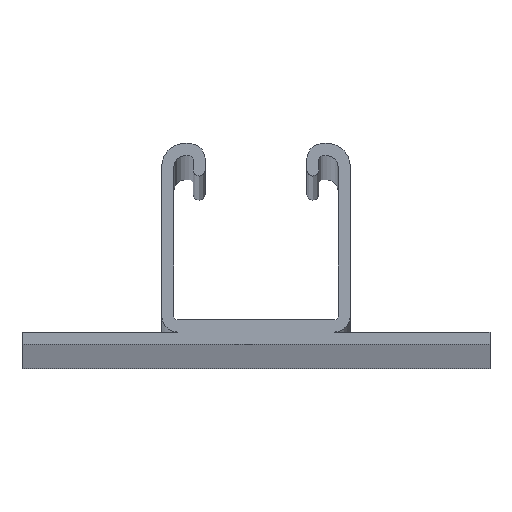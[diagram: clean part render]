
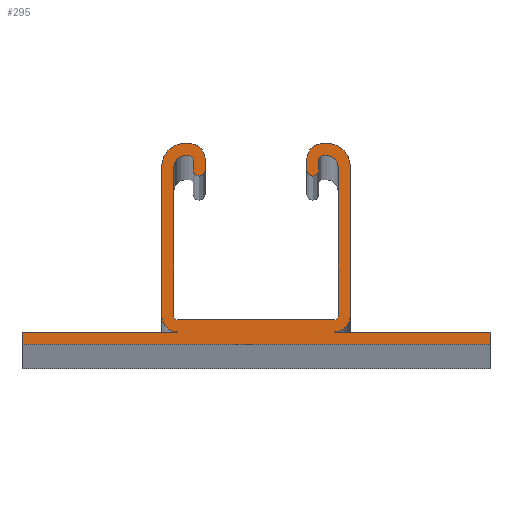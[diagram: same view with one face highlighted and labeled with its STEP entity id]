
A CAD part, top view. The second image highlights one B-rep face of the part: STEP entity #295.
In plain terms, the highlighted planar face has unit normal (0, 0, 1).
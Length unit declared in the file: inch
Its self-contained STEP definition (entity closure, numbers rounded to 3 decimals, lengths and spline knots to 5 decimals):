
#269=EDGE_CURVE('',#401,#297,#747,.T.);
#275=EDGE_CURVE('',#439,#627,#753,.T.);
#279=VERTEX_POINT('',#757);
#285=EDGE_CURVE('',#655,#385,#763,.T.);
#291=EDGE_CURVE('',#369,#697,#769,.T.);
#295=ADVANCED_FACE('',(#773),#774,.T.);
#297=VERTEX_POINT('',#776);
#305=VERTEX_POINT('',#785);
#309=EDGE_CURVE('',#335,#453,#789,.T.);
#311=EDGE_CURVE('',#693,#353,#791,.T.);
#315=EDGE_CURVE('',#719,#405,#795,.T.);
#319=VERTEX_POINT('',#799);
#325=EDGE_CURVE('',#587,#665,#806,.T.);
#329=VERTEX_POINT('',#810);
#335=VERTEX_POINT('',#816);
#339=VERTEX_POINT('',#820);
#343=EDGE_CURVE('',#665,#693,#824,.T.);
#351=EDGE_CURVE('',#339,#555,#832,.T.);
#353=VERTEX_POINT('',#834);
#369=VERTEX_POINT('',#852);
#371=EDGE_CURVE('',#485,#621,#854,.T.);
#373=EDGE_CURVE('',#319,#335,#856,.T.);
#385=VERTEX_POINT('',#869);
#387=EDGE_CURVE('',#353,#655,#871,.T.);
#393=EDGE_CURVE('',#441,#587,#877,.T.);
#401=VERTEX_POINT('',#885);
#405=VERTEX_POINT('',#889);
#409=EDGE_CURVE('',#385,#279,#893,.T.);
#415=EDGE_CURVE('',#633,#485,#901,.T.);
#425=EDGE_CURVE('',#621,#329,#913,.T.);
#439=VERTEX_POINT('',#928);
#441=VERTEX_POINT('',#930);
#447=EDGE_CURVE('',#555,#543,#937,.T.);
#453=VERTEX_POINT('',#944);
#457=EDGE_CURVE('',#477,#339,#948,.T.);
#461=EDGE_CURVE('',#625,#441,#952,.T.);
#463=EDGE_CURVE('',#543,#609,#954,.T.);
#465=EDGE_CURVE('',#279,#401,#956,.T.);
#471=EDGE_CURVE('',#697,#625,#962,.T.);
#477=VERTEX_POINT('',#968);
#485=VERTEX_POINT('',#976);
#495=EDGE_CURVE('',#305,#639,#986,.T.);
#503=EDGE_CURVE('',#329,#439,#996,.T.);
#543=VERTEX_POINT('',#1041);
#549=VERTEX_POINT('',#1048);
#555=VERTEX_POINT('',#1054);
#567=EDGE_CURVE('',#627,#305,#1067,.T.);
#583=EDGE_CURVE('',#297,#549,#1083,.T.);
#587=VERTEX_POINT('',#1087);
#609=VERTEX_POINT('',#1113);
#621=VERTEX_POINT('',#1126);
#625=VERTEX_POINT('',#1131);
#627=VERTEX_POINT('',#1133);
#633=VERTEX_POINT('',#1139);
#639=VERTEX_POINT('',#1145);
#645=EDGE_CURVE('',#639,#319,#1151,.T.);
#655=VERTEX_POINT('',#1161);
#665=VERTEX_POINT('',#1172);
#679=EDGE_CURVE('',#405,#633,#1188,.T.);
#681=EDGE_CURVE('',#453,#369,#1190,.T.);
#691=EDGE_CURVE('',#549,#477,#1201,.T.);
#693=VERTEX_POINT('',#1203);
#695=EDGE_CURVE('',#609,#719,#1205,.T.);
#697=VERTEX_POINT('',#1207);
#719=VERTEX_POINT('',#1231);
#747=LINE('',#1285,#1286);
#753=LINE('',#1294,#1295);
#757=CARTESIAN_POINT('',(1.44188,1.73,120.0));
#763=CIRCLE('',#1307,0.19875);
#769=CIRCLE('',#1316,0.13625);
#773=FACE_OUTER_BOUND('',#1320,.T.);
#774=PLANE('',#1321);
#776=CARTESIAN_POINT('',(1.57813,1.5015,120.0));
#785=CARTESIAN_POINT('',(2.45313,1.5015,120.0));
#789=CIRCLE('',#1341,0.19875);
#791=CIRCLE('',#1344,0.13625);
#795=LINE('',#1351,#1352);
#799=CARTESIAN_POINT('',(2.58938,1.73,120.0));
#806=LINE('',#1366,#1367);
#810=CARTESIAN_POINT('',(2.58938,1.625,120.0));
#816=CARTESIAN_POINT('',(2.62938,1.73,120.0));
#820=CARTESIAN_POINT('',(1.44188,1.625,120.0));
#824=LINE('',#1389,#1390);
#832=LINE('',#1401,#1402);
#834=CARTESIAN_POINT('',(1.20313,0.24125,120.0));
#852=CARTESIAN_POINT('',(2.82813,0.24125,120.0));
#854=CIRCLE('',#1430,0.09375);
#856=LINE('',#1433,#1434);
#869=CARTESIAN_POINT('',(1.40188,1.73,120.0));
#871=LINE('',#1455,#1456);
#877=LINE('',#1463,#1464);
#885=CARTESIAN_POINT('',(1.57813,1.59375,120.0));
#889=CARTESIAN_POINT('',(2.69188,0.21,120.0));
#893=LINE('',#1491,#1492);
#901=LINE('',#1501,#1502);
#913=LINE('',#1518,#1519);
#928=CARTESIAN_POINT('',(2.55813,1.59375,120.0));
#930=CARTESIAN_POINT('',(4.03125,0.0,120.0));
#937=CIRCLE('',#1551,0.09375);
#944=CARTESIAN_POINT('',(2.82813,1.53125,120.0));
#948=CIRCLE('',#1567,0.03125);
#952=LINE('',#1574,#1575);
#954=LINE('',#1578,#1579);
#956=CIRCLE('',#1582,0.13625);
#962=LINE('',#1591,#1592);
#968=CARTESIAN_POINT('',(1.47313,1.59375,120.0));
#976=CARTESIAN_POINT('',(2.72313,1.53125,120.0));
#986=LINE('',#1628,#1629);
#996=CIRCLE('',#1642,0.03125);
#1041=CARTESIAN_POINT('',(1.30813,1.53125,120.0));
#1048=CARTESIAN_POINT('',(1.47313,1.5015,120.0));
#1054=CARTESIAN_POINT('',(1.40188,1.625,120.0));
#1067=CIRCLE('',#1742,0.0525);
#1083=CIRCLE('',#1770,0.0525);
#1087=CARTESIAN_POINT('',(0.0,0.0,120.0));
#1113=CARTESIAN_POINT('',(1.30813,0.24125,120.0));
#1126=CARTESIAN_POINT('',(2.62938,1.625,120.0));
#1131=CARTESIAN_POINT('',(4.03125,0.105,120.0));
#1133=CARTESIAN_POINT('',(2.55813,1.5015,120.0));
#1139=CARTESIAN_POINT('',(2.72313,0.24125,120.0));
#1145=CARTESIAN_POINT('',(2.45313,1.59375,120.0));
#1151=CIRCLE('',#1863,0.13625);
#1161=CARTESIAN_POINT('',(1.20313,1.53125,120.0));
#1172=CARTESIAN_POINT('',(0.0,0.105,120.0));
#1188=CIRCLE('',#1915,0.03125);
#1190=LINE('',#1918,#1919);
#1201=LINE('',#1936,#1937);
#1203=CARTESIAN_POINT('',(1.33938,0.105,120.0));
#1205=CIRCLE('',#1942,0.03125);
#1207=CARTESIAN_POINT('',(2.69188,0.105,120.0));
#1231=CARTESIAN_POINT('',(1.33938,0.21,120.0));
#1285=CARTESIAN_POINT('',(1.57813,1.5015,120.0));
#1286=VECTOR('',#2017,1.0);
#1294=CARTESIAN_POINT('',(2.55813,1.5015,120.0));
#1295=VECTOR('',#2021,1.0);
#1307=AXIS2_PLACEMENT_3D('',#2025,#2026,#2027);
#1316=AXIS2_PLACEMENT_3D('',#2029,#2030,#2031);
#1320=EDGE_LOOP('',(#2033,#2034,#2035,#2036,#2037,#2038,#2039,#2040,#2041,#2042,#2043,#2044,#2045,#2046,#2047,#2048,#2049,#2050,#2051,#2052,#2053,#2054,#2055,#2056,#2057,#2058,#2059,#2060,#2061,#2062,#2063,#2064));
#1321=AXIS2_PLACEMENT_3D('',#2065,#2066,#2067);
#1341=AXIS2_PLACEMENT_3D('',#2078,#2079,#2080);
#1344=AXIS2_PLACEMENT_3D('',#2081,#2082,#2083);
#1351=CARTESIAN_POINT('',(2.69188,0.21,120.0));
#1352=VECTOR('',#2085,1.0);
#1366=CARTESIAN_POINT('',(0.0,0.105,120.0));
#1367=VECTOR('',#2095,1.0);
#1389=CARTESIAN_POINT('',(4.03125,0.105,120.0));
#1390=VECTOR('',#2105,1.0);
#1401=CARTESIAN_POINT('',(1.40188,1.625,120.0));
#1402=VECTOR('',#2107,1.0);
#1430=AXIS2_PLACEMENT_3D('',#2134,#2135,#2136);
#1433=CARTESIAN_POINT('',(2.62938,1.73,120.0));
#1434=VECTOR('',#2137,1.0);
#1455=CARTESIAN_POINT('',(1.20313,1.53125,120.0));
#1456=VECTOR('',#2151,1.0);
#1463=CARTESIAN_POINT('',(0.0,0.0,120.0));
#1464=VECTOR('',#2156,1.0);
#1491=CARTESIAN_POINT('',(1.44188,1.73,120.0));
#1492=VECTOR('',#2162,1.0);
#1501=CARTESIAN_POINT('',(2.72313,1.53125,120.0));
#1502=VECTOR('',#2179,1.0);
#1518=CARTESIAN_POINT('',(2.58938,1.625,120.0));
#1519=VECTOR('',#2200,1.0);
#1551=AXIS2_PLACEMENT_3D('',#2223,#2224,#2225);
#1567=AXIS2_PLACEMENT_3D('',#2236,#2237,#2238);
#1574=CARTESIAN_POINT('',(4.03125,0.0,120.0));
#1575=VECTOR('',#2240,1.0);
#1578=CARTESIAN_POINT('',(1.30813,0.24125,120.0));
#1579=VECTOR('',#2241,1.0);
#1582=AXIS2_PLACEMENT_3D('',#2242,#2243,#2244);
#1591=CARTESIAN_POINT('',(4.03125,0.105,120.0));
#1592=VECTOR('',#2246,1.0);
#1628=CARTESIAN_POINT('',(2.45313,1.59375,120.0));
#1629=VECTOR('',#2260,1.0);
#1642=AXIS2_PLACEMENT_3D('',#2278,#2279,#2280);
#1742=AXIS2_PLACEMENT_3D('',#2389,#2390,#2391);
#1770=AXIS2_PLACEMENT_3D('',#2400,#2401,#2402);
#1863=AXIS2_PLACEMENT_3D('',#2468,#2469,#2470);
#1915=AXIS2_PLACEMENT_3D('',#2507,#2508,#2509);
#1918=CARTESIAN_POINT('',(2.82813,0.24125,120.0));
#1919=VECTOR('',#2510,1.0);
#1936=CARTESIAN_POINT('',(1.47313,1.59375,120.0));
#1937=VECTOR('',#2524,1.0);
#1942=AXIS2_PLACEMENT_3D('',#2525,#2526,#2527);
#2017=DIRECTION('',(0.,-1.0,0.0));
#2021=DIRECTION('',(-0.0,-1.0,-0.0));
#2025=CARTESIAN_POINT('',(1.40188,1.53125,120.0));
#2026=DIRECTION('',(0.0,0.0,-1.0));
#2027=DIRECTION('',(1.0,0.0,0.0));
#2029=CARTESIAN_POINT('',(2.69188,0.24125,120.0));
#2030=DIRECTION('',(0.0,0.0,-1.0));
#2031=DIRECTION('',(1.0,0.0,0.0));
#2033=ORIENTED_EDGE('',*,*,#371,.F.);
#2034=ORIENTED_EDGE('',*,*,#415,.F.);
#2035=ORIENTED_EDGE('',*,*,#679,.F.);
#2036=ORIENTED_EDGE('',*,*,#315,.F.);
#2037=ORIENTED_EDGE('',*,*,#695,.F.);
#2038=ORIENTED_EDGE('',*,*,#463,.F.);
#2039=ORIENTED_EDGE('',*,*,#447,.F.);
#2040=ORIENTED_EDGE('',*,*,#351,.F.);
#2041=ORIENTED_EDGE('',*,*,#457,.F.);
#2042=ORIENTED_EDGE('',*,*,#691,.F.);
#2043=ORIENTED_EDGE('',*,*,#583,.F.);
#2044=ORIENTED_EDGE('',*,*,#269,.F.);
#2045=ORIENTED_EDGE('',*,*,#465,.F.);
#2046=ORIENTED_EDGE('',*,*,#409,.F.);
#2047=ORIENTED_EDGE('',*,*,#285,.F.);
#2048=ORIENTED_EDGE('',*,*,#387,.F.);
#2049=ORIENTED_EDGE('',*,*,#311,.F.);
#2050=ORIENTED_EDGE('',*,*,#343,.F.);
#2051=ORIENTED_EDGE('',*,*,#325,.F.);
#2052=ORIENTED_EDGE('',*,*,#393,.F.);
#2053=ORIENTED_EDGE('',*,*,#461,.F.);
#2054=ORIENTED_EDGE('',*,*,#471,.F.);
#2055=ORIENTED_EDGE('',*,*,#291,.F.);
#2056=ORIENTED_EDGE('',*,*,#681,.F.);
#2057=ORIENTED_EDGE('',*,*,#309,.F.);
#2058=ORIENTED_EDGE('',*,*,#373,.F.);
#2059=ORIENTED_EDGE('',*,*,#645,.F.);
#2060=ORIENTED_EDGE('',*,*,#495,.F.);
#2061=ORIENTED_EDGE('',*,*,#567,.F.);
#2062=ORIENTED_EDGE('',*,*,#275,.F.);
#2063=ORIENTED_EDGE('',*,*,#503,.F.);
#2064=ORIENTED_EDGE('',*,*,#425,.F.);
#2065=CARTESIAN_POINT('',(2.01563,0.82197,120.0));
#2066=DIRECTION('',(0.0,0.0,1.0));
#2067=DIRECTION('',(1.0,0.0,0.0));
#2078=CARTESIAN_POINT('',(2.62938,1.53125,120.0));
#2079=DIRECTION('',(0.0,0.0,-1.0));
#2080=DIRECTION('',(1.0,0.0,0.0));
#2081=CARTESIAN_POINT('',(1.33938,0.24125,120.0));
#2082=DIRECTION('',(0.0,0.0,-1.0));
#2083=DIRECTION('',(1.0,0.0,0.0));
#2085=DIRECTION('',(1.0,0.0,0.0));
#2095=DIRECTION('',(0.0,1.0,0.0));
#2105=DIRECTION('',(1.0,0.0,0.0));
#2107=DIRECTION('',(-1.0,0.,-0.0));
#2134=CARTESIAN_POINT('',(2.62938,1.53125,120.0));
#2135=DIRECTION('',(0.0,0.0,1.0));
#2136=DIRECTION('',(1.0,0.0,0.0));
#2137=DIRECTION('',(1.0,0.0,0.0));
#2151=DIRECTION('',(0.,1.0,0.0));
#2156=DIRECTION('',(-1.0,-0.0,-0.0));
#2162=DIRECTION('',(1.0,0.0,0.0));
#2179=DIRECTION('',(0.0,1.0,0.0));
#2200=DIRECTION('',(-1.0,-0.0,-0.0));
#2223=CARTESIAN_POINT('',(1.40188,1.53125,120.0));
#2224=DIRECTION('',(0.0,0.0,1.0));
#2225=DIRECTION('',(1.0,0.0,0.0));
#2236=CARTESIAN_POINT('',(1.44188,1.59375,120.0));
#2237=DIRECTION('',(0.0,0.0,1.0));
#2238=DIRECTION('',(1.0,0.0,0.0));
#2240=DIRECTION('',(-0.0,-1.0,-0.0));
#2241=DIRECTION('',(-0.0,-1.0,-0.0));
#2242=CARTESIAN_POINT('',(1.44188,1.59375,120.0));
#2243=DIRECTION('',(0.0,0.0,-1.0));
#2244=DIRECTION('',(1.0,0.0,0.0));
#2246=DIRECTION('',(1.0,0.0,0.0));
#2260=DIRECTION('',(0.0,1.0,0.0));
#2278=CARTESIAN_POINT('',(2.58938,1.59375,120.0));
#2279=DIRECTION('',(0.0,0.0,1.0));
#2280=DIRECTION('',(1.0,0.0,0.0));
#2389=CARTESIAN_POINT('',(2.50563,1.5015,120.0));
#2390=DIRECTION('',(0.0,0.0,-1.0));
#2391=DIRECTION('',(1.0,0.0,0.0));
#2400=CARTESIAN_POINT('',(1.52563,1.5015,120.0));
#2401=DIRECTION('',(0.0,0.0,-1.0));
#2402=DIRECTION('',(1.0,0.0,0.0));
#2468=CARTESIAN_POINT('',(2.58938,1.59375,120.0));
#2469=DIRECTION('',(0.0,0.0,-1.0));
#2470=DIRECTION('',(1.0,0.0,0.0));
#2507=CARTESIAN_POINT('',(2.69188,0.24125,120.0));
#2508=DIRECTION('',(0.0,0.0,1.0));
#2509=DIRECTION('',(1.0,0.0,0.0));
#2510=DIRECTION('',(0.,-1.0,0.0));
#2524=DIRECTION('',(0.,1.0,0.0));
#2525=CARTESIAN_POINT('',(1.33938,0.24125,120.0));
#2526=DIRECTION('',(0.0,0.0,1.0));
#2527=DIRECTION('',(1.0,0.0,0.0));
